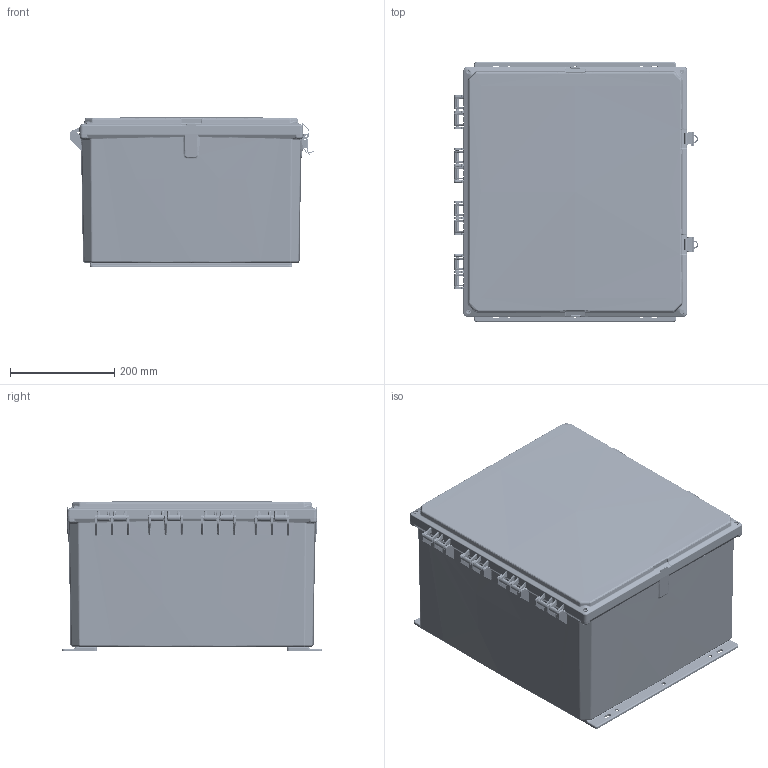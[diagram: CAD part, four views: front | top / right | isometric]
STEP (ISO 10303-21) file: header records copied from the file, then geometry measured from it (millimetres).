
FILE_DESCRIPTION (( 'STEP AP214' ), '1' );
FILE_NAME ('TEBPC181610-KIT01.step', '2020-01-30T22:01:43', ( '' ), ( '' ), 'SwSTEP 2.0', 'SolidWorks 2018', '' );
FILE_SCHEMA (( 'AUTOMOTIVE_DESIGN' ));
Length unit declared in the file: inch
Products named in the file (11): XFS-0020_91735A827; XFW-0002; TEBPC181610_16IN-MNT-FLANGE; TEBPC181610_Lid; Integra-Upper Insert; TEBPC181610; HGX-NPLATE09; TEBPC181610_Latch; TEBPC181610_Box; TEBPC181610-KIT01; Integra-Bottom Insert
Assembly tree (24 placements, depth 3):
  TEBPC181610-KIT01
    TEBPC181610
      TEBPC181610_Box
      TEBPC181610_Lid
      TEBPC181610_Latch  x2
      TEBPC181610_16IN-MNT-FLANGE  x2
      Integra-Bottom Insert  x4
      Integra-Upper Insert  x4
    HGX-NPLATE09
    XFW-0002  x4
    XFS-0020_91735A827  x4
Bounding box: 469.2 x 499.87 x 290.07 mm (x, y, z)
Volume: 6343230 mm3; surface area: 2370580.5 mm2
Topology: 27 solids, 27 shells, 6584 faces, 16193 edges, 9231 vertices
Faces by surface type: cylinder 2475, bspline 2026, plane 1467, cone 592, torus 16, sphere 8
Entity records: 217682 total; most frequent: CARTESIAN_POINT 123381, ORIENTED_EDGE 21256, DIRECTION 13465, EDGE_CURVE 10628, VERTEX_POINT 6220, AXIS2_PLACEMENT_3D 4849, EDGE_LOOP 4656, FACE_OUTER_BOUND 4499
